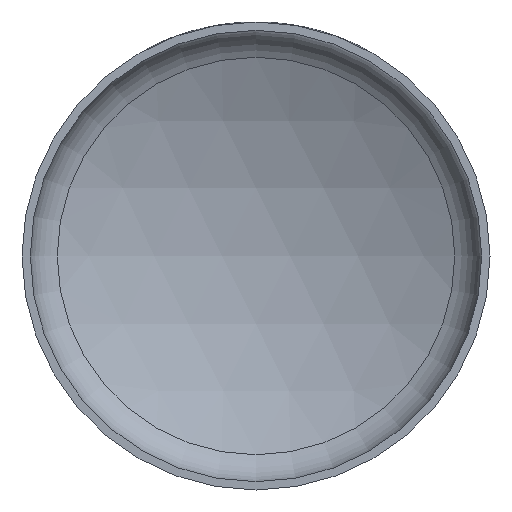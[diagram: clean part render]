
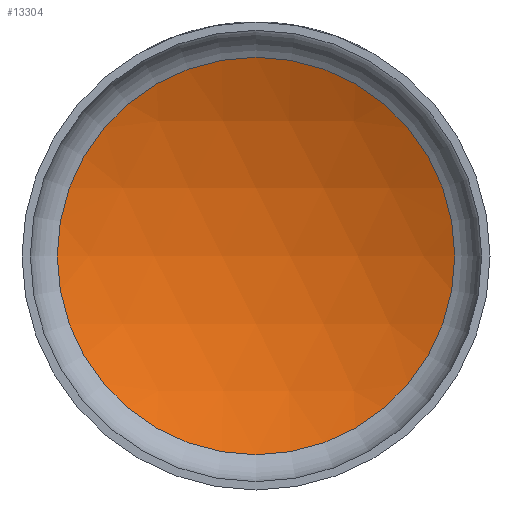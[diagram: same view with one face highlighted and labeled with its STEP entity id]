
A CAD part, front view. The second image highlights one B-rep face of the part: STEP entity #13304.
In plain terms, the highlighted spherical face has radius 168.3 mm.
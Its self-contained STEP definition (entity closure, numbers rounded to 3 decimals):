
#2111 = VERTEX_POINT ( 'NONE', #16042 ) ;
#2775 = CARTESIAN_POINT ( 'NONE',  ( 0., -117.135, 0. ) ) ;
#4368 = ORIENTED_EDGE ( 'NONE', *, *, #9113, .T. ) ;
#9113 = EDGE_CURVE ( 'NONE', #2111, #2111, #11097, .T. ) ;
#11097 = CIRCLE ( 'NONE', #13286, 71.467 ) ;
#11561 = DIRECTION ( 'NONE',  ( 1., 0., 0. ) ) ;
#11985 = SPHERICAL_SURFACE ( 'NONE', #17014, 168.3 ) ;
#13286 = AXIS2_PLACEMENT_3D ( 'NONE', #25487, #15816, #22401 ) ;
#13304 = ADVANCED_FACE ( 'NONE', ( #16383 ), #11985, .F. ) ;
#15816 = DIRECTION ( 'NONE',  ( 0., -1., 0. ) ) ;
#16042 = CARTESIAN_POINT ( 'NONE',  ( 0., 35.237, -71.467 ) ) ;
#16383 = FACE_OUTER_BOUND ( 'NONE', #19518, .T. ) ;
#17014 = AXIS2_PLACEMENT_3D ( 'NONE', #2775, #19758, #11561 ) ;
#19518 = EDGE_LOOP ( 'NONE', ( #4368 ) ) ;
#19758 = DIRECTION ( 'NONE',  ( 0., 0., 1. ) ) ;
#22401 = DIRECTION ( 'NONE',  ( 0., 0., -1. ) ) ;
#25487 = CARTESIAN_POINT ( 'NONE',  ( 0., 35.237, 0. ) ) ;
